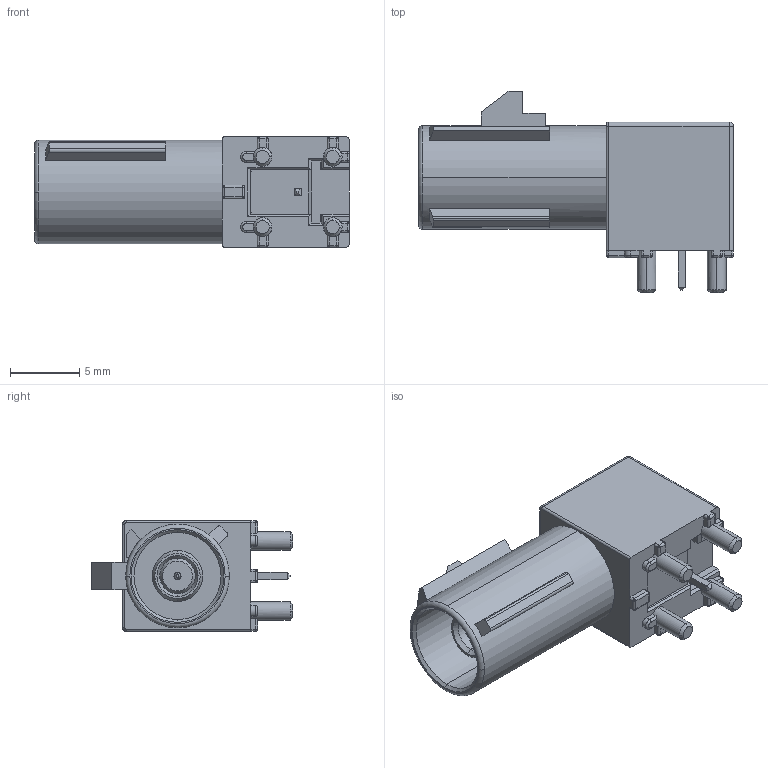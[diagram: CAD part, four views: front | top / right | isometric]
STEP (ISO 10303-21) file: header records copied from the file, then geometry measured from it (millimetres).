
FILE_DESCRIPTION(/* description */ (''),/* implementation_level */ '2;1');
FILE_NAME(/* name */ '35554912-ENV10_01-CONN.stp',/* time_stamp */ '2023-06-09T11:19:36+08:00',/* author */ (''),/* organization */ (''),/* preprocessor_version */ 'ST-DEVELOPER v16',/* originating_system */ 'SIEMENS PLM Software NX 11.0',/* authorisation */ '');
FILE_SCHEMA (('AUTOMOTIVE_DESIGN { 1 0 10303 214 3 1 1 1 }'));
Length unit declared in the file: millimetre
Products named in the file (1): 35554912-ENV10_01-CONN
Bounding box: 22.8 x 14.6 x 8 mm (x, y, z)
Volume: 1130.5 mm3; surface area: 1152.2 mm2
Topology: 1 solids, 1 shells, 233 faces, 577 edges, 350 vertices
Faces by surface type: plane 104, cylinder 73, sphere 28, cone 22, torus 4, bspline 2
Entity records: 8460 total; most frequent: CARTESIAN_POINT 1449, DIRECTION 1222, ORIENTED_EDGE 1140, EDGE_CURVE 570, AXIS2_PLACEMENT_3D 443, VERTEX_POINT 348, LINE 336, VECTOR 336
